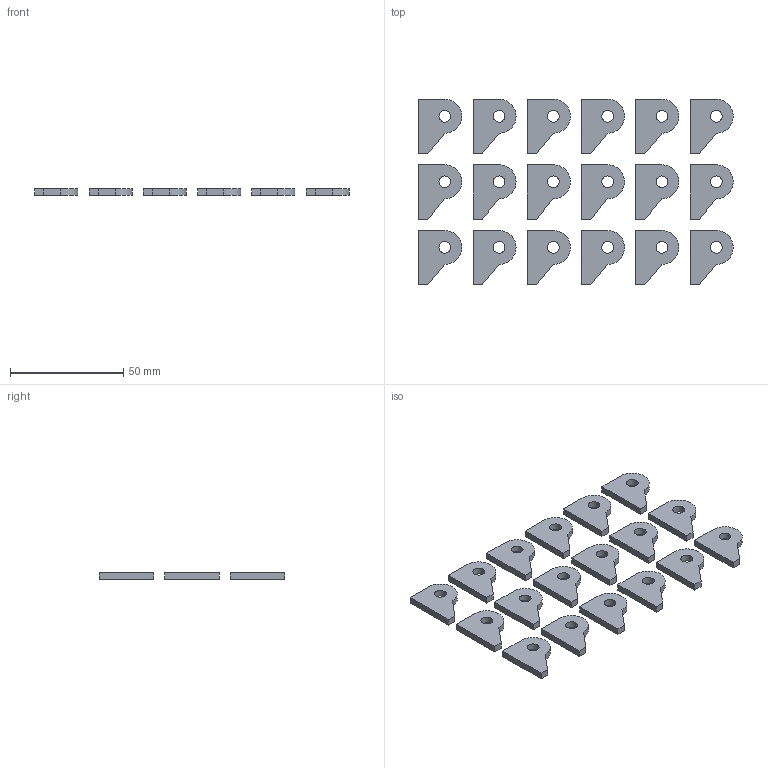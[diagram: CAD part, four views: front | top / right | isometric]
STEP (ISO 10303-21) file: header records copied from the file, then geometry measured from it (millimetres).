
FILE_DESCRIPTION(/* description */ (''),/* implementation_level */ '2;1');
FILE_NAME(/* name */ 'Modell Fahne V6_3 fraesen.stp',/* time_stamp */ '2019-05-22T12:35:04+02:00',/* author */ ('Johannes'),/* organization */ (''),/* preprocessor_version */ 'ST-DEVELOPER v16.5',/* originating_system */ 'Autodesk Inventor 2017',/* authorisation */ '');
FILE_SCHEMA (('AUTOMOTIVE_DESIGN { 1 0 10303 214 3 1 1 }'));
Length unit declared in the file: millimetre
Products named in the file (1): Modell Fahne V6_3 fraesen
Bounding box: 139 x 82 x 3 mm (x, y, z)
Volume: 16706 mm3; surface area: 16057.5 mm2
Topology: 18 solids, 18 shells, 144 faces, 324 edges, 216 vertices
Faces by surface type: plane 108, cylinder 36
Full cylindrical faces by diameter (mm): 5.2 x18
Entity records: 3989 total; most frequent: DIRECTION 668, CARTESIAN_POINT 667, ORIENTED_EDGE 612, EDGE_CURVE 306, LINE 234, VECTOR 234, AXIS2_PLACEMENT_3D 217, VERTEX_POINT 216
